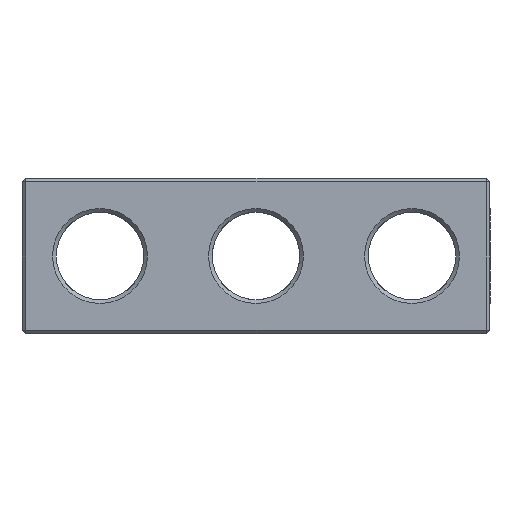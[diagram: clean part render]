
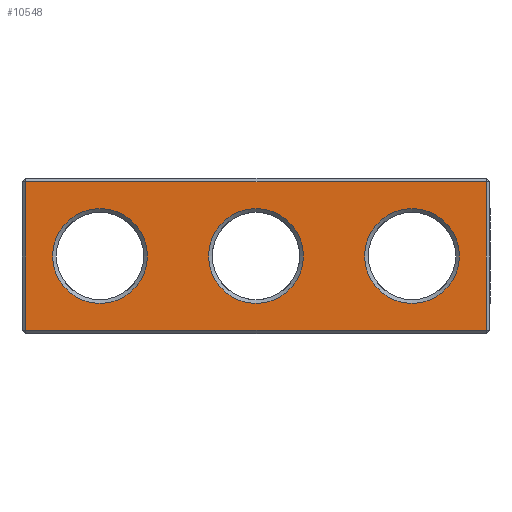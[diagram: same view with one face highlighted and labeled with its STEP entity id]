
A CAD part, front view. The second image highlights one B-rep face of the part: STEP entity #10548.
In plain terms, the highlighted planar face has unit normal (0, -1, 0).
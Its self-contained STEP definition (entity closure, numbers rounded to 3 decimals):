
#1203 = PLANE('',#1204);
#1204 = AXIS2_PLACEMENT_3D('',#1205,#1206,#1207);
#1205 = CARTESIAN_POINT('',(-18.75,-6.1,0.15));
#1206 = DIRECTION('',(0.,0.707,0.707));
#1207 = DIRECTION('',(1.,0.,0.));
#1676 = PLANE('',#1677);
#1677 = AXIS2_PLACEMENT_3D('',#1678,#1679,#1680);
#1678 = CARTESIAN_POINT('',(-18.75,-6.1,12.35));
#1679 = DIRECTION('',(0.,-0.707,0.707));
#1680 = DIRECTION('',(1.,0.,0.));
#3770 = PLANE('',#3771);
#3771 = AXIS2_PLACEMENT_3D('',#3772,#3773,#3774);
#3772 = CARTESIAN_POINT('',(-18.6,-6.1,0.));
#3773 = DIRECTION('',(-0.707,-0.707,0.));
#3774 = DIRECTION('',(0.,0.,1.));
#4132 = VERTEX_POINT('',#4133);
#4133 = CARTESIAN_POINT('',(-18.45,-6.25,0.3));
#4159 = EDGE_CURVE('',#4132,#4160,#4162,.T.);
#4160 = VERTEX_POINT('',#4161);
#4161 = CARTESIAN_POINT('',(18.45,-6.25,0.3));
#4162 = SURFACE_CURVE('',#4163,(#4167,#4174),.PCURVE_S1.);
#4163 = LINE('',#4164,#4165);
#4164 = CARTESIAN_POINT('',(-18.75,-6.25,0.3));
#4165 = VECTOR('',#4166,1.);
#4166 = DIRECTION('',(1.,0.,0.));
#4167 = PCURVE('',#1203,#4168);
#4168 = DEFINITIONAL_REPRESENTATION('',(#4169),#4173);
#4169 = LINE('',#4170,#4171);
#4170 = CARTESIAN_POINT('',(0.,-0.212));
#4171 = VECTOR('',#4172,1.);
#4172 = DIRECTION('',(1.,0.));
#4173 = ( GEOMETRIC_REPRESENTATION_CONTEXT(2) 
PARAMETRIC_REPRESENTATION_CONTEXT() REPRESENTATION_CONTEXT('2D SPACE',''
  ) );
#4174 = PCURVE('',#4175,#4180);
#4175 = PLANE('',#4176);
#4176 = AXIS2_PLACEMENT_3D('',#4177,#4178,#4179);
#4177 = CARTESIAN_POINT('',(-18.75,-6.25,0.));
#4178 = DIRECTION('',(0.,1.,0.));
#4179 = DIRECTION('',(1.,0.,0.));
#4180 = DEFINITIONAL_REPRESENTATION('',(#4181),#4185);
#4181 = LINE('',#4182,#4183);
#4182 = CARTESIAN_POINT('',(0.,-0.3));
#4183 = VECTOR('',#4184,1.);
#4184 = DIRECTION('',(1.,0.));
#4185 = ( GEOMETRIC_REPRESENTATION_CONTEXT(2) 
PARAMETRIC_REPRESENTATION_CONTEXT() REPRESENTATION_CONTEXT('2D SPACE',''
  ) );
#4979 = VERTEX_POINT('',#4980);
#4980 = CARTESIAN_POINT('',(-18.45,-6.25,12.2));
#5006 = EDGE_CURVE('',#4979,#5007,#5009,.T.);
#5007 = VERTEX_POINT('',#5008);
#5008 = CARTESIAN_POINT('',(18.45,-6.25,12.2));
#5009 = SURFACE_CURVE('',#5010,(#5014,#5021),.PCURVE_S1.);
#5010 = LINE('',#5011,#5012);
#5011 = CARTESIAN_POINT('',(-18.75,-6.25,12.2));
#5012 = VECTOR('',#5013,1.);
#5013 = DIRECTION('',(1.,0.,0.));
#5014 = PCURVE('',#1676,#5015);
#5015 = DEFINITIONAL_REPRESENTATION('',(#5016),#5020);
#5016 = LINE('',#5017,#5018);
#5017 = CARTESIAN_POINT('',(0.,-0.212));
#5018 = VECTOR('',#5019,1.);
#5019 = DIRECTION('',(1.,0.));
#5020 = ( GEOMETRIC_REPRESENTATION_CONTEXT(2) 
PARAMETRIC_REPRESENTATION_CONTEXT() REPRESENTATION_CONTEXT('2D SPACE',''
  ) );
#5021 = PCURVE('',#4175,#5022);
#5022 = DEFINITIONAL_REPRESENTATION('',(#5023),#5027);
#5023 = LINE('',#5024,#5025);
#5024 = CARTESIAN_POINT('',(0.,-12.2));
#5025 = VECTOR('',#5026,1.);
#5026 = DIRECTION('',(1.,0.));
#5027 = ( GEOMETRIC_REPRESENTATION_CONTEXT(2) 
PARAMETRIC_REPRESENTATION_CONTEXT() REPRESENTATION_CONTEXT('2D SPACE',''
  ) );
#9514 = EDGE_CURVE('',#4132,#4979,#9515,.T.);
#9515 = SURFACE_CURVE('',#9516,(#9520,#9527),.PCURVE_S1.);
#9516 = LINE('',#9517,#9518);
#9517 = CARTESIAN_POINT('',(-18.45,-6.25,0.));
#9518 = VECTOR('',#9519,1.);
#9519 = DIRECTION('',(0.,0.,1.));
#9520 = PCURVE('',#3770,#9521);
#9521 = DEFINITIONAL_REPRESENTATION('',(#9522),#9526);
#9522 = LINE('',#9523,#9524);
#9523 = CARTESIAN_POINT('',(0.,-0.212));
#9524 = VECTOR('',#9525,1.);
#9525 = DIRECTION('',(1.,0.));
#9526 = ( GEOMETRIC_REPRESENTATION_CONTEXT(2) 
PARAMETRIC_REPRESENTATION_CONTEXT() REPRESENTATION_CONTEXT('2D SPACE',''
  ) );
#9527 = PCURVE('',#4175,#9528);
#9528 = DEFINITIONAL_REPRESENTATION('',(#9529),#9533);
#9529 = LINE('',#9530,#9531);
#9530 = CARTESIAN_POINT('',(0.3,0.));
#9531 = VECTOR('',#9532,1.);
#9532 = DIRECTION('',(0.,-1.));
#9533 = ( GEOMETRIC_REPRESENTATION_CONTEXT(2) 
PARAMETRIC_REPRESENTATION_CONTEXT() REPRESENTATION_CONTEXT('2D SPACE',''
  ) );
#10548 = ADVANCED_FACE('',(#10549,#10580,#10611,#10642),#4175,.F.);
#10549 = FACE_BOUND('',#10550,.F.);
#10550 = EDGE_LOOP('',(#10551,#10552,#10553,#10579));
#10551 = ORIENTED_EDGE('',*,*,#9514,.T.);
#10552 = ORIENTED_EDGE('',*,*,#5006,.T.);
#10553 = ORIENTED_EDGE('',*,*,#10554,.F.);
#10554 = EDGE_CURVE('',#4160,#5007,#10555,.T.);
#10555 = SURFACE_CURVE('',#10556,(#10560,#10567),.PCURVE_S1.);
#10556 = LINE('',#10557,#10558);
#10557 = CARTESIAN_POINT('',(18.45,-6.25,0.));
#10558 = VECTOR('',#10559,1.);
#10559 = DIRECTION('',(0.,0.,1.));
#10560 = PCURVE('',#4175,#10561);
#10561 = DEFINITIONAL_REPRESENTATION('',(#10562),#10566);
#10562 = LINE('',#10563,#10564);
#10563 = CARTESIAN_POINT('',(37.2,0.));
#10564 = VECTOR('',#10565,1.);
#10565 = DIRECTION('',(0.,-1.));
#10566 = ( GEOMETRIC_REPRESENTATION_CONTEXT(2) 
PARAMETRIC_REPRESENTATION_CONTEXT() REPRESENTATION_CONTEXT('2D SPACE',''
  ) );
#10567 = PCURVE('',#10568,#10573);
#10568 = PLANE('',#10569);
#10569 = AXIS2_PLACEMENT_3D('',#10570,#10571,#10572);
#10570 = CARTESIAN_POINT('',(18.6,-6.1,0.));
#10571 = DIRECTION('',(0.707,-0.707,0.));
#10572 = DIRECTION('',(0.,0.,1.));
#10573 = DEFINITIONAL_REPRESENTATION('',(#10574),#10578);
#10574 = LINE('',#10575,#10576);
#10575 = CARTESIAN_POINT('',(0.,0.212));
#10576 = VECTOR('',#10577,1.);
#10577 = DIRECTION('',(1.,0.));
#10578 = ( GEOMETRIC_REPRESENTATION_CONTEXT(2) 
PARAMETRIC_REPRESENTATION_CONTEXT() REPRESENTATION_CONTEXT('2D SPACE',''
  ) );
#10579 = ORIENTED_EDGE('',*,*,#4159,.F.);
#10580 = FACE_BOUND('',#10581,.F.);
#10581 = EDGE_LOOP('',(#10582));
#10582 = ORIENTED_EDGE('',*,*,#10583,.F.);
#10583 = EDGE_CURVE('',#10584,#10584,#10586,.T.);
#10584 = VERTEX_POINT('',#10585);
#10585 = CARTESIAN_POINT('',(0.,-6.25,2.45));
#10586 = SURFACE_CURVE('',#10587,(#10592,#10599),.PCURVE_S1.);
#10587 = CIRCLE('',#10588,3.8);
#10588 = AXIS2_PLACEMENT_3D('',#10589,#10590,#10591);
#10589 = CARTESIAN_POINT('',(0.,-6.25,6.25));
#10590 = DIRECTION('',(0.,1.,0.));
#10591 = DIRECTION('',(0.,0.,-1.));
#10592 = PCURVE('',#4175,#10593);
#10593 = DEFINITIONAL_REPRESENTATION('',(#10594),#10598);
#10594 = CIRCLE('',#10595,3.8);
#10595 = AXIS2_PLACEMENT_2D('',#10596,#10597);
#10596 = CARTESIAN_POINT('',(18.75,-6.25));
#10597 = DIRECTION('',(0.,1.));
#10598 = ( GEOMETRIC_REPRESENTATION_CONTEXT(2) 
PARAMETRIC_REPRESENTATION_CONTEXT() REPRESENTATION_CONTEXT('2D SPACE',''
  ) );
#10599 = PCURVE('',#10600,#10605);
#10600 = CONICAL_SURFACE('',#10601,3.8,0.785);
#10601 = AXIS2_PLACEMENT_3D('',#10602,#10603,#10604);
#10602 = CARTESIAN_POINT('',(0.,-6.25,6.25));
#10603 = DIRECTION('',(0.,-1.,0.));
#10604 = DIRECTION('',(0.,0.,-1.));
#10605 = DEFINITIONAL_REPRESENTATION('',(#10606),#10610);
#10606 = LINE('',#10607,#10608);
#10607 = CARTESIAN_POINT('',(-0.,-0.));
#10608 = VECTOR('',#10609,1.);
#10609 = DIRECTION('',(-1.,-0.));
#10610 = ( GEOMETRIC_REPRESENTATION_CONTEXT(2) 
PARAMETRIC_REPRESENTATION_CONTEXT() REPRESENTATION_CONTEXT('2D SPACE',''
  ) );
#10611 = FACE_BOUND('',#10612,.F.);
#10612 = EDGE_LOOP('',(#10613));
#10613 = ORIENTED_EDGE('',*,*,#10614,.F.);
#10614 = EDGE_CURVE('',#10615,#10615,#10617,.T.);
#10615 = VERTEX_POINT('',#10616);
#10616 = CARTESIAN_POINT('',(-16.3,-6.25,6.25));
#10617 = SURFACE_CURVE('',#10618,(#10623,#10630),.PCURVE_S1.);
#10618 = CIRCLE('',#10619,3.8);
#10619 = AXIS2_PLACEMENT_3D('',#10620,#10621,#10622);
#10620 = CARTESIAN_POINT('',(-12.5,-6.25,6.25));
#10621 = DIRECTION('',(0.,1.,0.));
#10622 = DIRECTION('',(-1.,0.,0.));
#10623 = PCURVE('',#4175,#10624);
#10624 = DEFINITIONAL_REPRESENTATION('',(#10625),#10629);
#10625 = CIRCLE('',#10626,3.8);
#10626 = AXIS2_PLACEMENT_2D('',#10627,#10628);
#10627 = CARTESIAN_POINT('',(6.25,-6.25));
#10628 = DIRECTION('',(-1.,0.));
#10629 = ( GEOMETRIC_REPRESENTATION_CONTEXT(2) 
PARAMETRIC_REPRESENTATION_CONTEXT() REPRESENTATION_CONTEXT('2D SPACE',''
  ) );
#10630 = PCURVE('',#10631,#10636);
#10631 = CONICAL_SURFACE('',#10632,3.5,0.785);
#10632 = AXIS2_PLACEMENT_3D('',#10633,#10634,#10635);
#10633 = CARTESIAN_POINT('',(-12.5,-5.95,6.25));
#10634 = DIRECTION('',(0.,-1.,0.));
#10635 = DIRECTION('',(-1.,0.,0.));
#10636 = DEFINITIONAL_REPRESENTATION('',(#10637),#10641);
#10637 = LINE('',#10638,#10639);
#10638 = CARTESIAN_POINT('',(-0.,0.3));
#10639 = VECTOR('',#10640,1.);
#10640 = DIRECTION('',(-1.,0.));
#10641 = ( GEOMETRIC_REPRESENTATION_CONTEXT(2) 
PARAMETRIC_REPRESENTATION_CONTEXT() REPRESENTATION_CONTEXT('2D SPACE',''
  ) );
#10642 = FACE_BOUND('',#10643,.F.);
#10643 = EDGE_LOOP('',(#10644));
#10644 = ORIENTED_EDGE('',*,*,#10645,.T.);
#10645 = EDGE_CURVE('',#10646,#10646,#10648,.T.);
#10646 = VERTEX_POINT('',#10647);
#10647 = CARTESIAN_POINT('',(16.3,-6.25,6.25));
#10648 = SURFACE_CURVE('',#10649,(#10654,#10665),.PCURVE_S1.);
#10649 = CIRCLE('',#10650,3.8);
#10650 = AXIS2_PLACEMENT_3D('',#10651,#10652,#10653);
#10651 = CARTESIAN_POINT('',(12.5,-6.25,6.25));
#10652 = DIRECTION('',(0.,-1.,0.));
#10653 = DIRECTION('',(1.,0.,0.));
#10654 = PCURVE('',#4175,#10655);
#10655 = DEFINITIONAL_REPRESENTATION('',(#10656),#10664);
#10656 = ( BOUNDED_CURVE() B_SPLINE_CURVE(2,(#10657,#10658,#10659,#10660
    ,#10661,#10662,#10663),.UNSPECIFIED.,.T.,.F.) 
B_SPLINE_CURVE_WITH_KNOTS((1,2,2,2,2,1),(-2.094,0.,
    2.094,4.189,6.283,8.378),
.UNSPECIFIED.) CURVE() GEOMETRIC_REPRESENTATION_ITEM() 
RATIONAL_B_SPLINE_CURVE((1.,0.5,1.,0.5,1.,0.5,1.)) REPRESENTATION_ITEM(
  '') );
#10657 = CARTESIAN_POINT('',(35.05,-6.25));
#10658 = CARTESIAN_POINT('',(35.05,-12.832));
#10659 = CARTESIAN_POINT('',(29.35,-9.541));
#10660 = CARTESIAN_POINT('',(23.65,-6.25));
#10661 = CARTESIAN_POINT('',(29.35,-2.959));
#10662 = CARTESIAN_POINT('',(35.05,0.332));
#10663 = CARTESIAN_POINT('',(35.05,-6.25));
#10664 = ( GEOMETRIC_REPRESENTATION_CONTEXT(2) 
PARAMETRIC_REPRESENTATION_CONTEXT() REPRESENTATION_CONTEXT('2D SPACE',''
  ) );
#10665 = PCURVE('',#10666,#10671);
#10666 = CONICAL_SURFACE('',#10667,3.5,0.785);
#10667 = AXIS2_PLACEMENT_3D('',#10668,#10669,#10670);
#10668 = CARTESIAN_POINT('',(12.5,-5.95,6.25));
#10669 = DIRECTION('',(0.,-1.,0.));
#10670 = DIRECTION('',(1.,0.,0.));
#10671 = DEFINITIONAL_REPRESENTATION('',(#10672),#10676);
#10672 = LINE('',#10673,#10674);
#10673 = CARTESIAN_POINT('',(0.,0.3));
#10674 = VECTOR('',#10675,1.);
#10675 = DIRECTION('',(1.,0.));
#10676 = ( GEOMETRIC_REPRESENTATION_CONTEXT(2) 
PARAMETRIC_REPRESENTATION_CONTEXT() REPRESENTATION_CONTEXT('2D SPACE',''
  ) );
